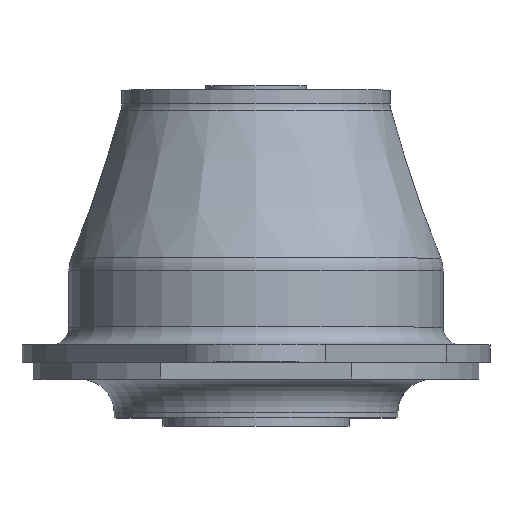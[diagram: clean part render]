
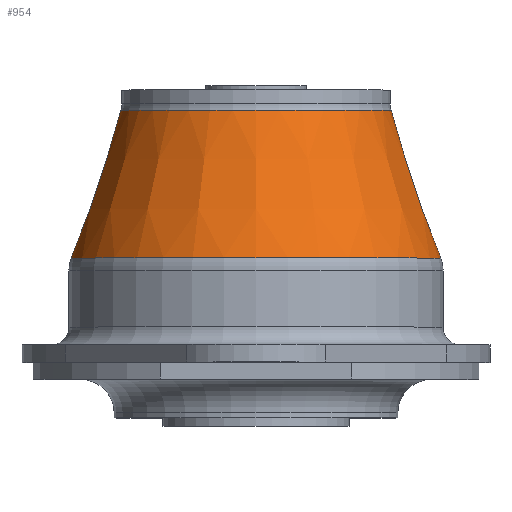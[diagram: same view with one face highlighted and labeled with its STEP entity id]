
A CAD part, top view. The second image highlights one B-rep face of the part: STEP entity #954.
In plain terms, the highlighted conical face has half-angle 18.631 degrees and reference radius 23.871 mm.
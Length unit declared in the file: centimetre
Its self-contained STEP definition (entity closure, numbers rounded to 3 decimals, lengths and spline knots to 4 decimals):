
#42=CONICAL_SURFACE('',#1055,2.3871,0.325);
#166=FACE_BOUND('',#324,.T.);
#233=FACE_OUTER_BOUND('',#323,.T.);
#323=EDGE_LOOP('',(#779));
#324=EDGE_LOOP('',(#780));
#439=CIRCLE('',#1054,2.0157);
#440=CIRCLE('',#1056,2.7586);
#525=VERTEX_POINT('',#1600);
#526=VERTEX_POINT('',#1603);
#629=EDGE_CURVE('',#525,#525,#439,.T.);
#630=EDGE_CURVE('',#526,#526,#440,.T.);
#779=ORIENTED_EDGE('',*,*,#629,.T.);
#780=ORIENTED_EDGE('',*,*,#630,.T.);
#954=ADVANCED_FACE('',(#233,#166),#42,.T.);
#1054=AXIS2_PLACEMENT_3D('',#1601,#1275,#1276);
#1055=AXIS2_PLACEMENT_3D('',#1602,#1277,#1278);
#1056=AXIS2_PLACEMENT_3D('',#1604,#1279,#1280);
#1275=DIRECTION('center_axis',(0.,-1.,0.));
#1276=DIRECTION('ref_axis',(0.,0.,1.));
#1277=DIRECTION('center_axis',(0.,-1.,0.));
#1278=DIRECTION('ref_axis',(0.,0.,1.));
#1279=DIRECTION('center_axis',(0.,1.,0.));
#1280=DIRECTION('ref_axis',(0.,0.,1.));
#1600=CARTESIAN_POINT('',(0.,3.7607,2.0157));
#1601=CARTESIAN_POINT('Origin',(0.,3.7607,0.));
#1602=CARTESIAN_POINT('Origin',(0.,2.659,0.));
#1603=CARTESIAN_POINT('',(0.,1.5573,-2.7586));
#1604=CARTESIAN_POINT('Origin',(0.,1.5573,0.));
